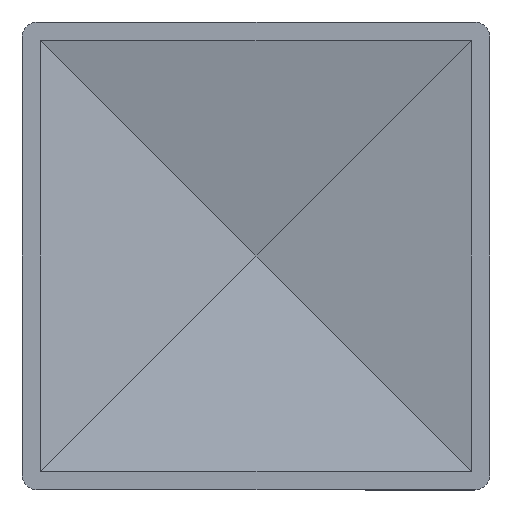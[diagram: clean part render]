
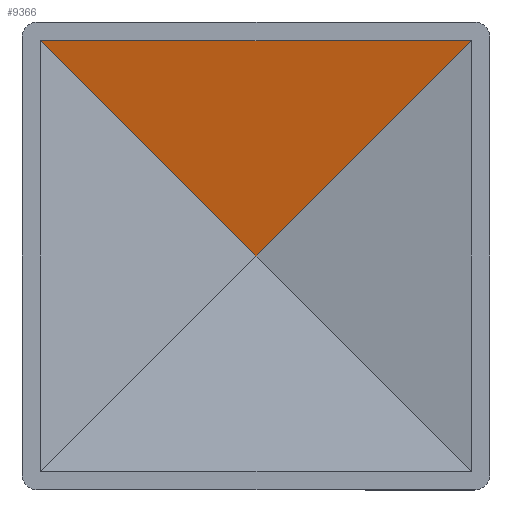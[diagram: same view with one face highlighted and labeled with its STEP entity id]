
A CAD part, front view. The second image highlights one B-rep face of the part: STEP entity #9366.
In plain terms, the highlighted planar face has unit normal (0, -0.978, -0.209).
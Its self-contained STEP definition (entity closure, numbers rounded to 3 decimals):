
#137 = EDGE_CURVE ( 'NONE', #3490, #10511, #8239, .T. ) ;
#862 = DIRECTION ( 'NONE',  ( 0., 0.21, -0.978 ) ) ;
#1571 = EDGE_CURVE ( 'NONE', #3490, #1828, #4641, .T. ) ;
#1820 = CARTESIAN_POINT ( 'NONE',  ( -22.5, 5.757, 20.7 ) ) ;
#1828 = VERTEX_POINT ( 'NONE', #6848 ) ;
#2008 = CARTESIAN_POINT ( 'NONE',  ( -20.7, 5.757, 20.7 ) ) ;
#2295 = FACE_OUTER_BOUND ( 'NONE', #3758, .T. ) ;
#3176 = EDGE_CURVE ( 'NONE', #1828, #10511, #5960, .T. ) ;
#3490 = VERTEX_POINT ( 'NONE', #9901 ) ;
#3749 = DIRECTION ( 'NONE',  ( 0.699, -0.15, 0.699 ) ) ;
#3758 = EDGE_LOOP ( 'NONE', ( #4563, #9219, #9771 ) ) ;
#4050 = DIRECTION ( 'NONE',  ( -0.699, -0.15, 0.699 ) ) ;
#4164 = CARTESIAN_POINT ( 'NONE',  ( 22.5, 9.746, 2.088 ) ) ;
#4563 = ORIENTED_EDGE ( 'NONE', *, *, #137, .F. ) ;
#4641 = LINE ( 'NONE', #6270, #6644 ) ;
#5011 = DIRECTION ( 'NONE',  ( 0., -0.978, -0.21 ) ) ;
#5698 = CARTESIAN_POINT ( 'NONE',  ( 9.93, 12.321, -9.93 ) ) ;
#5960 = LINE ( 'NONE', #1820, #10324 ) ;
#5966 = DIRECTION ( 'NONE',  ( -1., 0., 0. ) ) ;
#6270 = CARTESIAN_POINT ( 'NONE',  ( -9.93, 12.321, -9.93 ) ) ;
#6644 = VECTOR ( 'NONE', #3749, 1000. ) ;
#6848 = CARTESIAN_POINT ( 'NONE',  ( 20.7, 5.757, 20.7 ) ) ;
#7482 = PLANE ( 'NONE',  #9091 ) ;
#7961 = VECTOR ( 'NONE', #4050, 1000. ) ;
#8239 = LINE ( 'NONE', #5698, #7961 ) ;
#9091 = AXIS2_PLACEMENT_3D ( 'NONE', #4164, #5011, #862 ) ;
#9219 = ORIENTED_EDGE ( 'NONE', *, *, #1571, .T. ) ;
#9366 = ADVANCED_FACE ( 'NONE', ( #2295 ), #7482, .T. ) ;
#9771 = ORIENTED_EDGE ( 'NONE', *, *, #3176, .T. ) ;
#9901 = CARTESIAN_POINT ( 'NONE',  ( 0., 10.193, 0. ) ) ;
#10324 = VECTOR ( 'NONE', #5966, 1000. ) ;
#10511 = VERTEX_POINT ( 'NONE', #2008 ) ;
